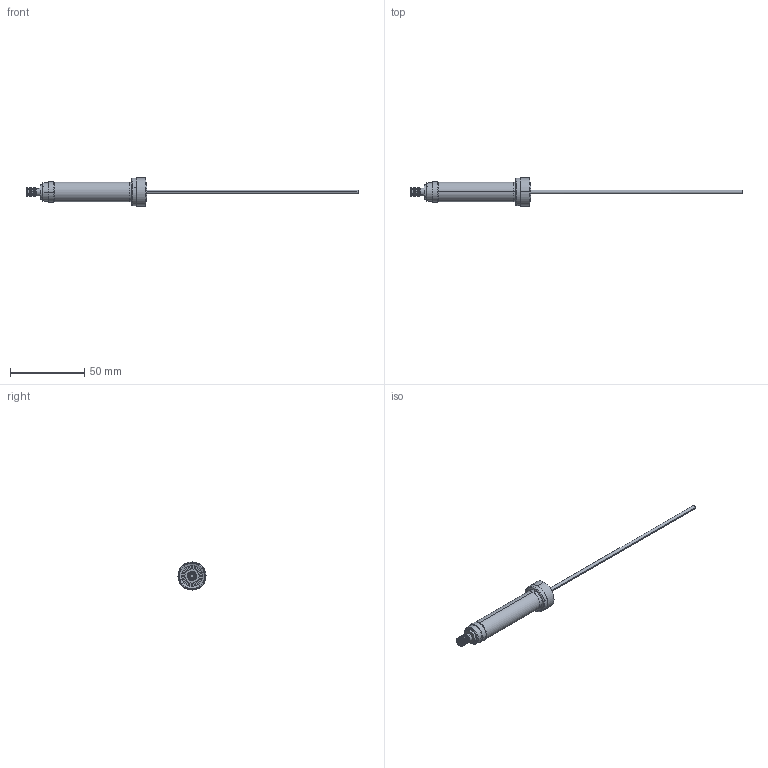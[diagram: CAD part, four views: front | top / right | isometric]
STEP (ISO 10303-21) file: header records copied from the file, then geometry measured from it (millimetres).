
FILE_DESCRIPTION (( 'STEP AP203' ), '1' );
FILE_NAME ('A0531-1-W.STEP', '2013-06-11T11:22:13', ( '' ), ( '' ), 'SwSTEP 2.0', 'SolidWorks 2012', '' );
FILE_SCHEMA (( 'CONFIG_CONTROL_DESIGN' ));
Length unit declared in the file: inch
Products named in the file (1): A0531-1-W
Bounding box: 223.9 x 18.97 x 18.97 mm (x, y, z)
Volume: 8869.6 mm3; surface area: 8437.9 mm2
Topology: 1 solids, 1 shells, 114 faces, 234 edges, 138 vertices
Faces by surface type: cone 44, cylinder 40, plane 18, torus 12
Entity records: 3095 total; most frequent: DIRECTION 614, CARTESIAN_POINT 487, ORIENTED_EDGE 468, AXIS2_PLACEMENT_3D 265, EDGE_CURVE 234, CIRCLE 150, VERTEX_POINT 138, EDGE_LOOP 130
